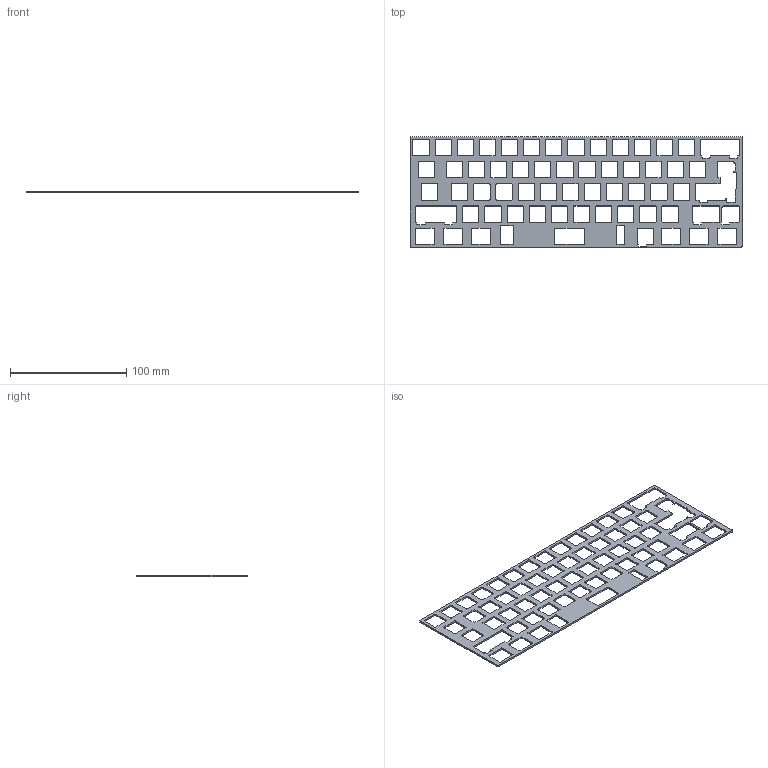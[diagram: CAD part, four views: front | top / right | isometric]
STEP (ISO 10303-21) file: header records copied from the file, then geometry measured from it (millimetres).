
FILE_DESCRIPTION(/* description */ (''),/* implementation_level */ '2;1');
FILE_NAME(/* name */ 'MX Full Plate - Universal v7.step',/* time_stamp */ '2022-01-09T03:28:58-05:00',/* author */ (''),/* organization */ (''),/* preprocessor_version */ 'ST-DEVELOPER v18.1',/* originating_system */ 'Autodesk Translation Framework v10.10.0.1391',/* authorisation */ '');
FILE_SCHEMA (('AUTOMOTIVE_DESIGN { 1 0 10303 214 3 1 1 }'));
Length unit declared in the file: millimetre
Products named in the file (1): MX Full Plate - Universal
Bounding box: 285.75 x 95.2 x 1.5 mm (x, y, z)
Volume: 19765.8 mm3; surface area: 33105.7 mm2
Topology: 1 solids, 1 shells, 588 faces, 1758 edges, 1172 vertices
Faces by surface type: plane 308, cylinder 280
Entity records: 20207 total; most frequent: CARTESIAN_POINT 3519, ORIENTED_EDGE 3516, DIRECTION 3496, EDGE_CURVE 1758, LINE 1198, VECTOR 1198, VERTEX_POINT 1172, AXIS2_PLACEMENT_3D 1149
